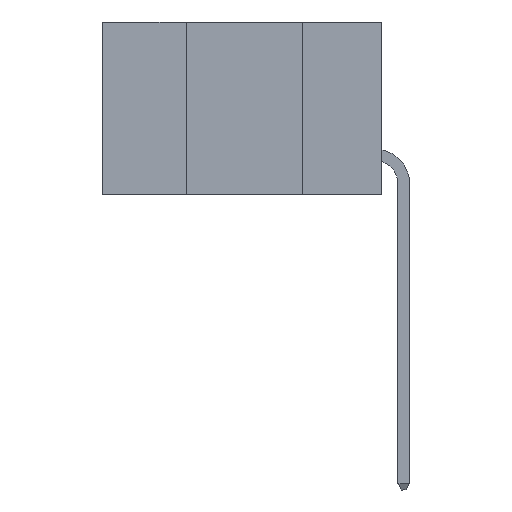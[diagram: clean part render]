
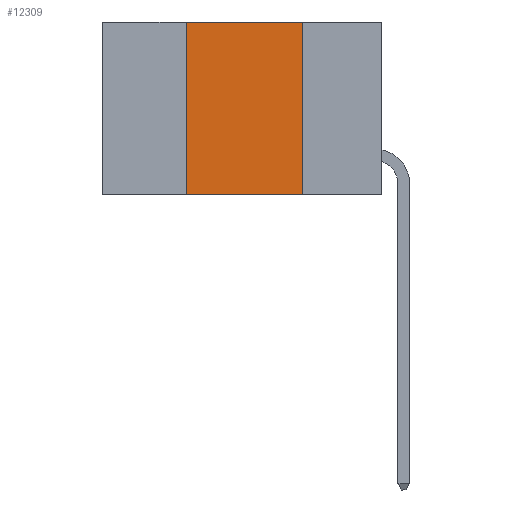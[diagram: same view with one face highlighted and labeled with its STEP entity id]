
A CAD part, left-side view. The second image highlights one B-rep face of the part: STEP entity #12309.
In plain terms, the highlighted planar face has unit normal (-1, 0, 0).
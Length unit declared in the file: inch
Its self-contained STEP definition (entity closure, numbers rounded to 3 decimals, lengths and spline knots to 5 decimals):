
#1162 = VERTEX_POINT ( 'NONE', #2392 ) ;
#1227 = VECTOR ( 'NONE', #19159, 39.37008 ) ;
#2392 = CARTESIAN_POINT ( 'NONE',  ( 0., 0.17, -0.37 ) ) ;
#2493 = EDGE_LOOP ( 'NONE', ( #19519, #11470, #7575, #20490 ) ) ;
#2767 = AXIS2_PLACEMENT_3D ( 'NONE', #16833, #7027, #18394 ) ;
#3151 = EDGE_CURVE ( 'NONE', #7743, #1162, #17650, .T. ) ;
#5438 = EDGE_CURVE ( 'NONE', #7743, #10922, #13061, .T. ) ;
#5780 = LINE ( 'NONE', #9472, #1227 ) ;
#5847 = DIRECTION ( 'NONE',  ( 0., 0., 1. ) ) ;
#6786 = CARTESIAN_POINT ( 'NONE',  ( 0., 0.42, -0.37 ) ) ;
#6845 = EDGE_CURVE ( 'NONE', #10922, #10899, #11466, .T. ) ;
#7027 = DIRECTION ( 'NONE',  ( 1., 0., 0. ) ) ;
#7381 = DIRECTION ( 'NONE',  ( 0., -1., 0. ) ) ;
#7575 = ORIENTED_EDGE ( 'NONE', *, *, #5438, .F. ) ;
#7582 = CARTESIAN_POINT ( 'NONE',  ( 0., 0.6, 0. ) ) ;
#7743 = VERTEX_POINT ( 'NONE', #6786 ) ;
#8744 = EDGE_CURVE ( 'NONE', #10899, #1162, #5780, .T. ) ;
#9045 = CARTESIAN_POINT ( 'NONE',  ( 0., 0.6, -0.37 ) ) ;
#9472 = CARTESIAN_POINT ( 'NONE',  ( 0., 0.17, 0. ) ) ;
#10841 = CARTESIAN_POINT ( 'NONE',  ( 0., 0.42, 0. ) ) ;
#10899 = VERTEX_POINT ( 'NONE', #10961 ) ;
#10922 = VERTEX_POINT ( 'NONE', #17570 ) ;
#10961 = CARTESIAN_POINT ( 'NONE',  ( 0., 0.17, 0. ) ) ;
#11466 = LINE ( 'NONE', #7582, #15284 ) ;
#11470 = ORIENTED_EDGE ( 'NONE', *, *, #6845, .F. ) ;
#12309 = ADVANCED_FACE ( 'NONE', ( #12316 ), #18327, .F. ) ;
#12316 = FACE_OUTER_BOUND ( 'NONE', #2493, .T. ) ;
#13061 = LINE ( 'NONE', #10841, #21035 ) ;
#13373 = VECTOR ( 'NONE', #7381, 39.37008 ) ;
#15284 = VECTOR ( 'NONE', #20531, 39.37008 ) ;
#16833 = CARTESIAN_POINT ( 'NONE',  ( 0., 0.6, 0. ) ) ;
#17570 = CARTESIAN_POINT ( 'NONE',  ( 0., 0.42, 0. ) ) ;
#17650 = LINE ( 'NONE', #9045, #13373 ) ;
#18327 = PLANE ( 'NONE',  #2767 ) ;
#18394 = DIRECTION ( 'NONE',  ( 0., 0., -1. ) ) ;
#19159 = DIRECTION ( 'NONE',  ( 0., 0., -1. ) ) ;
#19519 = ORIENTED_EDGE ( 'NONE', *, *, #8744, .F. ) ;
#20490 = ORIENTED_EDGE ( 'NONE', *, *, #3151, .T. ) ;
#20531 = DIRECTION ( 'NONE',  ( 0., -1., 0. ) ) ;
#21035 = VECTOR ( 'NONE', #5847, 39.37008 ) ;
